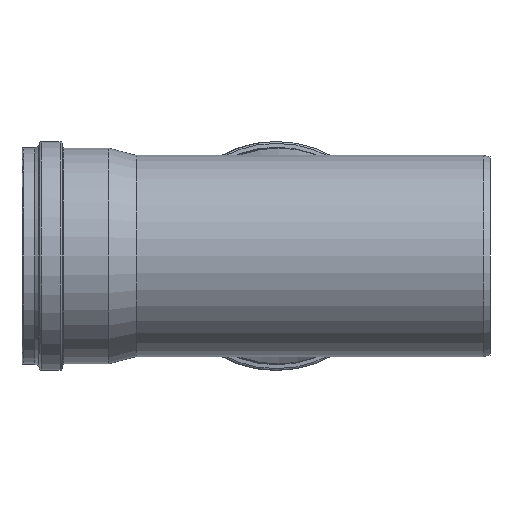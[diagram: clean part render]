
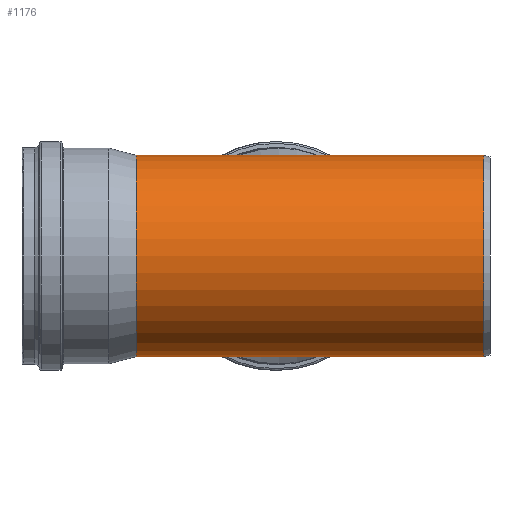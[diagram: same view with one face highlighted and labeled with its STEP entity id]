
A CAD part, left-side view. The second image highlights one B-rep face of the part: STEP entity #1176.
In plain terms, the highlighted cylindrical face has radius 200 mm (diameter 400 mm), a full revolution.
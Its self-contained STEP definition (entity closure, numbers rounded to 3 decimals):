
#103=FACE_OUTER_BOUND('',#173,.T.);
#173=EDGE_LOOP('',(#931,#932,#933,#934,#935,#936,#937,#938,#939,#940));
#215=ELLIPSE('',#1339,289.221,200.);
#216=ELLIPSE('',#1340,276.869,200.);
#217=ELLIPSE('',#1341,276.869,200.);
#218=ELLIPSE('',#1342,289.221,200.);
#237=LINE('',#2122,#276);
#238=LINE('',#2124,#277);
#276=VECTOR('',#1695,200.);
#277=VECTOR('',#1696,200.);
#366=CIRCLE('',#1345,200.);
#367=CIRCLE('',#1346,200.);
#498=VERTEX_POINT('',#2108);
#499=VERTEX_POINT('',#2110);
#500=VERTEX_POINT('',#2112);
#501=VERTEX_POINT('',#2114);
#502=VERTEX_POINT('',#2120);
#503=VERTEX_POINT('',#2123);
#651=EDGE_CURVE('',#499,#498,#215,.T.);
#652=EDGE_CURVE('',#500,#499,#216,.T.);
#653=EDGE_CURVE('',#501,#500,#217,.T.);
#654=EDGE_CURVE('',#498,#501,#218,.T.);
#656=EDGE_CURVE('',#502,#502,#366,.T.);
#657=EDGE_CURVE('',#502,#498,#237,.T.);
#658=EDGE_CURVE('',#500,#503,#238,.T.);
#659=EDGE_CURVE('',#503,#503,#367,.T.);
#931=ORIENTED_EDGE('',*,*,#656,.F.);
#932=ORIENTED_EDGE('',*,*,#657,.T.);
#933=ORIENTED_EDGE('',*,*,#654,.T.);
#934=ORIENTED_EDGE('',*,*,#653,.T.);
#935=ORIENTED_EDGE('',*,*,#658,.T.);
#936=ORIENTED_EDGE('',*,*,#659,.T.);
#937=ORIENTED_EDGE('',*,*,#658,.F.);
#938=ORIENTED_EDGE('',*,*,#652,.T.);
#939=ORIENTED_EDGE('',*,*,#651,.T.);
#940=ORIENTED_EDGE('',*,*,#657,.F.);
#1134=CYLINDRICAL_SURFACE('',#1344,200.);
#1176=ADVANCED_FACE('',(#103),#1134,.T.);
#1339=AXIS2_PLACEMENT_3D('',#2111,#1680,#1681);
#1340=AXIS2_PLACEMENT_3D('',#2113,#1682,#1683);
#1341=AXIS2_PLACEMENT_3D('',#2115,#1684,#1685);
#1342=AXIS2_PLACEMENT_3D('',#2116,#1686,#1687);
#1344=AXIS2_PLACEMENT_3D('',#2119,#1691,#1692);
#1345=AXIS2_PLACEMENT_3D('',#2121,#1693,#1694);
#1346=AXIS2_PLACEMENT_3D('',#2125,#1697,#1698);
#1680=DIRECTION('center_axis',(-0.722,0.692,0.));
#1681=DIRECTION('ref_axis',(-0.692,-0.722,0.));
#1682=DIRECTION('center_axis',(-0.692,-0.722,0.));
#1683=DIRECTION('ref_axis',(0.722,-0.692,0.));
#1684=DIRECTION('center_axis',(-0.692,-0.722,0.));
#1685=DIRECTION('ref_axis',(0.722,-0.692,0.));
#1686=DIRECTION('center_axis',(-0.722,0.692,0.));
#1687=DIRECTION('ref_axis',(-0.692,-0.722,0.));
#1691=DIRECTION('center_axis',(0.,1.,0.));
#1692=DIRECTION('ref_axis',(-1.,0.,0.));
#1693=DIRECTION('center_axis',(0.,1.,0.));
#1694=DIRECTION('ref_axis',(1.,0.,0.));
#1695=DIRECTION('',(0.,-1.,0.));
#1696=DIRECTION('',(0.,-1.,0.));
#1697=DIRECTION('center_axis',(0.,1.,0.));
#1698=DIRECTION('ref_axis',(1.,0.,0.));
#2108=CARTESIAN_POINT('',(200.,613.923,0.));
#2110=CARTESIAN_POINT('',(0.,405.,200.));
#2111=CARTESIAN_POINT('Origin',(0.,405.,0.));
#2112=CARTESIAN_POINT('',(200.,213.542,0.));
#2113=CARTESIAN_POINT('Origin',(0.,405.,0.));
#2114=CARTESIAN_POINT('',(0.,405.,-200.));
#2115=CARTESIAN_POINT('Origin',(0.,405.,0.));
#2116=CARTESIAN_POINT('Origin',(0.,405.,0.));
#2119=CARTESIAN_POINT('Origin',(0.,357.67,0.));
#2120=CARTESIAN_POINT('',(200.,703.34,0.));
#2121=CARTESIAN_POINT('Origin',(0.,703.34,0.));
#2122=CARTESIAN_POINT('',(200.,357.67,0.));
#2123=CARTESIAN_POINT('',(200.,12.,0.));
#2124=CARTESIAN_POINT('',(200.,357.67,0.));
#2125=CARTESIAN_POINT('Origin',(0.,12.,0.));
